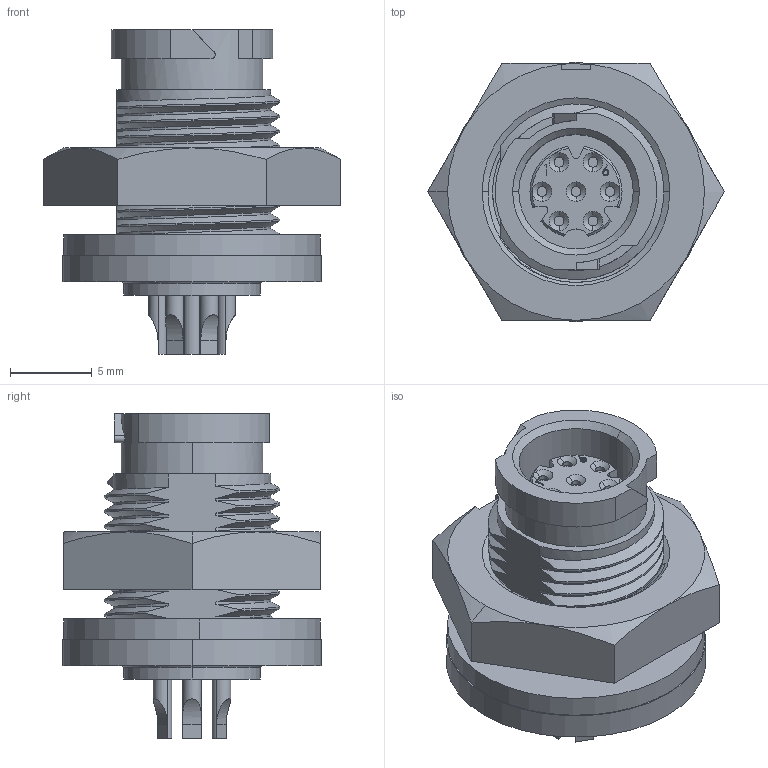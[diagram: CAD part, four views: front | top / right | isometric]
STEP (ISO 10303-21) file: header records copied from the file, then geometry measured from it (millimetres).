
FILE_DESCRIPTION (( 'STEP AP203' ), '1' );
FILE_NAME ('W17982-7SG-P-300.STEP', '2021-03-05T15:22:45', ( '' ), ( '' ), 'SwSTEP 2.0', 'SolidWorks 2020', '' );
FILE_SCHEMA (( 'CONFIG_CONTROL_DESIGN' ));
Length unit declared in the file: millimetre
Products named in the file (4): W17982-7SG-P-300; MC IC GASKET 16293.step; 17982-7SG.step; MC IC HEX NUT 16291V4.step
Assembly tree (3 placements, depth 2):
  W17982-7SG-P-300
    MC IC GASKET 16293.step
    MC IC HEX NUT 16291V4.step
    17982-7SG.step
Bounding box: 18.18 x 15.88 x 19.89 mm (x, y, z)
Volume: 1796.6 mm3; surface area: 2519 mm2
Topology: 3 solids, 3 shells, 369 faces, 941 edges, 602 vertices
Faces by surface type: plane 130, cylinder 124, bspline 69, cone 32, sphere 8, torus 6
Entity records: 21828 total; most frequent: CARTESIAN_POINT 13197, ORIENTED_EDGE 1858, DIRECTION 1487, EDGE_CURVE 929, VERTEX_POINT 598, AXIS2_PLACEMENT_3D 512, LINE 463, VECTOR 463
